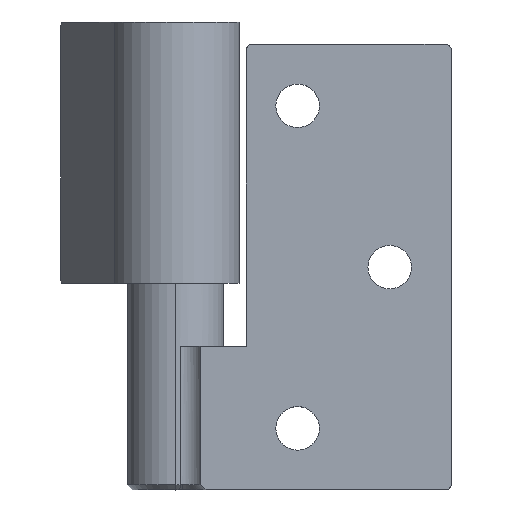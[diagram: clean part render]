
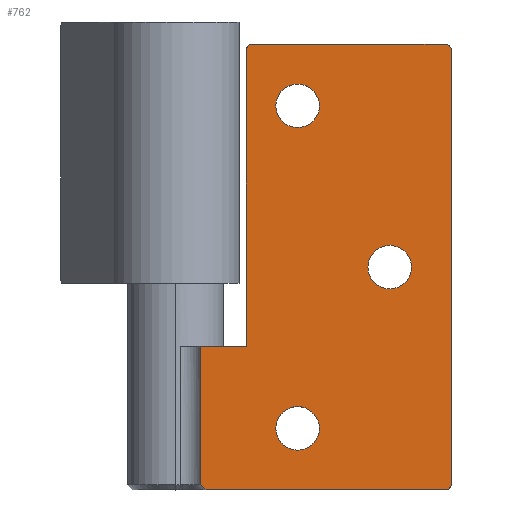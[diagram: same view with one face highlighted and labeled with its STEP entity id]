
A CAD part, top view. The second image highlights one B-rep face of the part: STEP entity #762.
In plain terms, the highlighted planar face has unit normal (0, 0, 1).
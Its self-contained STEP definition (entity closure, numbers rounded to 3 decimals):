
#5 = FACE_BOUND ( 'NONE', #250, .T. ) ;
#7 = DIRECTION ( 'NONE',  ( 1., 0., 0. ) ) ;
#8 = ORIENTED_EDGE ( 'NONE', *, *, #1006, .F. ) ;
#11 = ORIENTED_EDGE ( 'NONE', *, *, #1064, .T. ) ;
#21 = ORIENTED_EDGE ( 'NONE', *, *, #1323, .T. ) ;
#42 = ORIENTED_EDGE ( 'NONE', *, *, #670, .T. ) ;
#49 = EDGE_CURVE ( 'NONE', #853, #476, #441, .T. ) ;
#52 = DIRECTION ( 'NONE',  ( 0., -1., 0. ) ) ;
#70 = DIRECTION ( 'NONE',  ( 0., -1., 0. ) ) ;
#74 = CARTESIAN_POINT ( 'NONE',  ( 13.85, 86., 11.35 ) ) ;
#79 = VERTEX_POINT ( 'NONE', #1123 ) ;
#112 = CARTESIAN_POINT ( 'NONE',  ( 13.85, 87., 11.35 ) ) ;
#129 = DIRECTION ( 'NONE',  ( 1., 0., 0. ) ) ;
#132 = CIRCLE ( 'NONE', #881, 4.25 ) ;
#136 = AXIS2_PLACEMENT_3D ( 'NONE', #877, #262, #686 ) ;
#169 = EDGE_CURVE ( 'NONE', #79, #622, #195, .T. ) ;
#178 = CIRCLE ( 'NONE', #395, 1. ) ;
#185 = ORIENTED_EDGE ( 'NONE', *, *, #222, .F. ) ;
#188 = CARTESIAN_POINT ( 'NONE',  ( 53.85, 86., 11.35 ) ) ;
#195 = CIRCLE ( 'NONE', #974, 4.25 ) ;
#200 = DIRECTION ( 'NONE',  ( 0., 0., -1. ) ) ;
#211 = EDGE_CURVE ( 'NONE', #622, #79, #132, .T. ) ;
#222 = EDGE_CURVE ( 'NONE', #582, #415, #1340, .T. ) ;
#235 = DIRECTION ( 'NONE',  ( 0., 0., 1. ) ) ;
#250 = EDGE_LOOP ( 'NONE', ( #185, #8 ) ) ;
#252 = CARTESIAN_POINT ( 'NONE',  ( 19.6, 75., 11.35 ) ) ;
#262 = DIRECTION ( 'NONE',  ( 0., 0., 1. ) ) ;
#266 = AXIS2_PLACEMENT_3D ( 'NONE', #1157, #200, #624 ) ;
#276 = CARTESIAN_POINT ( 'NONE',  ( 52.85, 87., 11.35 ) ) ;
#280 = CARTESIAN_POINT ( 'NONE',  ( 5.225, 0.672, 11.35 ) ) ;
#289 = CIRCLE ( 'NONE', #599, 1. ) ;
#297 = ORIENTED_EDGE ( 'NONE', *, *, #626, .T. ) ;
#299 = CARTESIAN_POINT ( 'NONE',  ( 4.85, 0., 11.35 ) ) ;
#308 = DIRECTION ( 'NONE',  ( 1., 0., 0. ) ) ;
#329 = DIRECTION ( 'NONE',  ( 0., 0., 1. ) ) ;
#332 = VECTOR ( 'NONE', #70, 1000. ) ;
#334 = AXIS2_PLACEMENT_3D ( 'NONE', #924, #696, #1362 ) ;
#340 = ORIENTED_EDGE ( 'NONE', *, *, #211, .F. ) ;
#354 = AXIS2_PLACEMENT_3D ( 'NONE', #1220, #585, #580 ) ;
#359 = EDGE_LOOP ( 'NONE', ( #340, #963 ) ) ;
#370 = EDGE_CURVE ( 'NONE', #559, #995, #537, .T. ) ;
#377 = EDGE_CURVE ( 'NONE', #1289, #1276, #1341, .T. ) ;
#389 = LINE ( 'NONE', #1345, #977 ) ;
#395 = AXIS2_PLACEMENT_3D ( 'NONE', #1302, #1192, #558 ) ;
#403 = FACE_OUTER_BOUND ( 'NONE', #831, .T. ) ;
#414 = CIRCLE ( 'NONE', #1204, 4.25 ) ;
#415 = VERTEX_POINT ( 'NONE', #252 ) ;
#431 = CARTESIAN_POINT ( 'NONE',  ( 14.85, 86., 11.35 ) ) ;
#434 = FACE_BOUND ( 'NONE', #614, .T. ) ;
#441 = B_SPLINE_CURVE_WITH_KNOTS ( 'NONE', 3,
 ( #1237, #280, #1147, #1151 ),
 .UNSPECIFIED., .F., .F.,
 ( 4, 4 ),
 ( 0., 0.001 ),
 .UNSPECIFIED. ) ;
#444 = CARTESIAN_POINT ( 'NONE',  ( 23.85, 75., 11.35 ) ) ;
#476 = VERTEX_POINT ( 'NONE', #1145 ) ;
#509 = CARTESIAN_POINT ( 'NONE',  ( 28.1, 75., 11.35 ) ) ;
#511 = LINE ( 'NONE', #1243, #709 ) ;
#522 = FACE_BOUND ( 'NONE', #359, .T. ) ;
#532 = ORIENTED_EDGE ( 'NONE', *, *, #377, .F. ) ;
#537 = CIRCLE ( 'NONE', #354, 1. ) ;
#547 = DIRECTION ( 'NONE',  ( 0., 1., 0. ) ) ;
#558 = DIRECTION ( 'NONE',  ( -1., 0., 0. ) ) ;
#559 = VERTEX_POINT ( 'NONE', #188 ) ;
#561 = CARTESIAN_POINT ( 'NONE',  ( 4.85, 1., 11.35 ) ) ;
#565 = EDGE_CURVE ( 'NONE', #989, #853, #596, .T. ) ;
#580 = DIRECTION ( 'NONE',  ( -1., 0., 0. ) ) ;
#582 = VERTEX_POINT ( 'NONE', #509 ) ;
#583 = CARTESIAN_POINT ( 'NONE',  ( 14.85, 87., 11.35 ) ) ;
#585 = DIRECTION ( 'NONE',  ( 0., 0., 1. ) ) ;
#596 = LINE ( 'NONE', #299, #332 ) ;
#599 = AXIS2_PLACEMENT_3D ( 'NONE', #431, #235, #1057 ) ;
#614 = EDGE_LOOP ( 'NONE', ( #1385, #532 ) ) ;
#622 = VERTEX_POINT ( 'NONE', #1389 ) ;
#624 = DIRECTION ( 'NONE',  ( -1., 0., 0. ) ) ;
#626 = EDGE_CURVE ( 'NONE', #858, #559, #845, .T. ) ;
#647 = DIRECTION ( 'NONE',  ( -1., 0., 0. ) ) ;
#670 = EDGE_CURVE ( 'NONE', #995, #1008, #1177, .T. ) ;
#672 = CARTESIAN_POINT ( 'NONE',  ( 53.85, 1., 11.35 ) ) ;
#686 = DIRECTION ( 'NONE',  ( 1., 0., 0. ) ) ;
#692 = LINE ( 'NONE', #1350, #1249 ) ;
#696 = DIRECTION ( 'NONE',  ( 0., 0., 1. ) ) ;
#709 = VECTOR ( 'NONE', #1236, 1000. ) ;
#718 = ORIENTED_EDGE ( 'NONE', *, *, #908, .T. ) ;
#723 = PLANE ( 'NONE',  #266 ) ;
#733 = DIRECTION ( 'NONE',  ( 0., 0., 1. ) ) ;
#741 = CARTESIAN_POINT ( 'NONE',  ( 41.85, 43.5, 11.35 ) ) ;
#762 = ADVANCED_FACE ( 'NONE', ( #522, #5, #434, #403 ), #723, .F. ) ;
#813 = CARTESIAN_POINT ( 'NONE',  ( 19.6, 12., 11.35 ) ) ;
#831 = EDGE_LOOP ( 'NONE', ( #21, #11, #297, #1190, #42, #1142, #718, #840, #1300, #844 ) ) ;
#840 = ORIENTED_EDGE ( 'NONE', *, *, #1303, .T. ) ;
#844 = ORIENTED_EDGE ( 'NONE', *, *, #49, .T. ) ;
#845 = LINE ( 'NONE', #1163, #1133 ) ;
#853 = VERTEX_POINT ( 'NONE', #561 ) ;
#858 = VERTEX_POINT ( 'NONE', #672 ) ;
#877 = CARTESIAN_POINT ( 'NONE',  ( 23.85, 12., 11.35 ) ) ;
#881 = AXIS2_PLACEMENT_3D ( 'NONE', #741, #1273, #7 ) ;
#908 = EDGE_CURVE ( 'NONE', #988, #1197, #389, .T. ) ;
#920 = CARTESIAN_POINT ( 'NONE',  ( 28.1, 12., 11.35 ) ) ;
#924 = CARTESIAN_POINT ( 'NONE',  ( 23.85, 75., 11.35 ) ) ;
#963 = ORIENTED_EDGE ( 'NONE', *, *, #169, .F. ) ;
#974 = AXIS2_PLACEMENT_3D ( 'NONE', #1050, #329, #129 ) ;
#977 = VECTOR ( 'NONE', #52, 1000. ) ;
#988 = VERTEX_POINT ( 'NONE', #74 ) ;
#989 = VERTEX_POINT ( 'NONE', #1231 ) ;
#995 = VERTEX_POINT ( 'NONE', #276 ) ;
#1006 = EDGE_CURVE ( 'NONE', #415, #582, #1091, .T. ) ;
#1008 = VERTEX_POINT ( 'NONE', #583 ) ;
#1034 = EDGE_CURVE ( 'NONE', #1276, #1289, #414, .T. ) ;
#1045 = CARTESIAN_POINT ( 'NONE',  ( 52.85, 0., 11.35 ) ) ;
#1050 = CARTESIAN_POINT ( 'NONE',  ( 41.85, 43.5, 11.35 ) ) ;
#1057 = DIRECTION ( 'NONE',  ( -1., 0., 0. ) ) ;
#1064 = EDGE_CURVE ( 'NONE', #1193, #858, #178, .T. ) ;
#1091 = CIRCLE ( 'NONE', #334, 4.25 ) ;
#1108 = VECTOR ( 'NONE', #647, 1000. ) ;
#1120 = CARTESIAN_POINT ( 'NONE',  ( 23.85, 12., 11.35 ) ) ;
#1123 = CARTESIAN_POINT ( 'NONE',  ( 37.6, 43.5, 11.35 ) ) ;
#1133 = VECTOR ( 'NONE', #547, 1000. ) ;
#1142 = ORIENTED_EDGE ( 'NONE', *, *, #1217, .T. ) ;
#1145 = CARTESIAN_POINT ( 'NONE',  ( 5.959, 0., 11.35 ) ) ;
#1147 = CARTESIAN_POINT ( 'NONE',  ( 5.593, 0.338, 11.35 ) ) ;
#1151 = CARTESIAN_POINT ( 'NONE',  ( 5.959, 0., 11.35 ) ) ;
#1157 = CARTESIAN_POINT ( 'NONE',  ( 0., 0., 11.35 ) ) ;
#1163 = CARTESIAN_POINT ( 'NONE',  ( 53.85, 87., 11.35 ) ) ;
#1177 = LINE ( 'NONE', #112, #1108 ) ;
#1189 = DIRECTION ( 'NONE',  ( 0., 0., 1. ) ) ;
#1190 = ORIENTED_EDGE ( 'NONE', *, *, #370, .T. ) ;
#1192 = DIRECTION ( 'NONE',  ( 0., 0., 1. ) ) ;
#1193 = VERTEX_POINT ( 'NONE', #1045 ) ;
#1197 = VERTEX_POINT ( 'NONE', #1258 ) ;
#1204 = AXIS2_PLACEMENT_3D ( 'NONE', #1120, #733, #1401 ) ;
#1217 = EDGE_CURVE ( 'NONE', #1008, #988, #289, .T. ) ;
#1220 = CARTESIAN_POINT ( 'NONE',  ( 52.85, 86., 11.35 ) ) ;
#1231 = CARTESIAN_POINT ( 'NONE',  ( 4.85, 28., 11.35 ) ) ;
#1236 = DIRECTION ( 'NONE',  ( 1., 0., 0. ) ) ;
#1237 = CARTESIAN_POINT ( 'NONE',  ( 4.85, 1., 11.35 ) ) ;
#1243 = CARTESIAN_POINT ( 'NONE',  ( 53.85, 0., 11.35 ) ) ;
#1249 = VECTOR ( 'NONE', #1357, 1000. ) ;
#1258 = CARTESIAN_POINT ( 'NONE',  ( 13.85, 28., 11.35 ) ) ;
#1273 = DIRECTION ( 'NONE',  ( 0., 0., 1. ) ) ;
#1276 = VERTEX_POINT ( 'NONE', #920 ) ;
#1289 = VERTEX_POINT ( 'NONE', #813 ) ;
#1292 = AXIS2_PLACEMENT_3D ( 'NONE', #444, #1189, #308 ) ;
#1300 = ORIENTED_EDGE ( 'NONE', *, *, #565, .T. ) ;
#1302 = CARTESIAN_POINT ( 'NONE',  ( 52.85, 1., 11.35 ) ) ;
#1303 = EDGE_CURVE ( 'NONE', #1197, #989, #692, .T. ) ;
#1323 = EDGE_CURVE ( 'NONE', #476, #1193, #511, .T. ) ;
#1340 = CIRCLE ( 'NONE', #1292, 4.25 ) ;
#1341 = CIRCLE ( 'NONE', #136, 4.25 ) ;
#1345 = CARTESIAN_POINT ( 'NONE',  ( 13.85, 28., 11.35 ) ) ;
#1350 = CARTESIAN_POINT ( 'NONE',  ( 4.85, 28., 11.35 ) ) ;
#1357 = DIRECTION ( 'NONE',  ( -1., 0., 0. ) ) ;
#1362 = DIRECTION ( 'NONE',  ( 1., 0., 0. ) ) ;
#1385 = ORIENTED_EDGE ( 'NONE', *, *, #1034, .F. ) ;
#1389 = CARTESIAN_POINT ( 'NONE',  ( 46.1, 43.5, 11.35 ) ) ;
#1401 = DIRECTION ( 'NONE',  ( 1., 0., 0. ) ) ;
